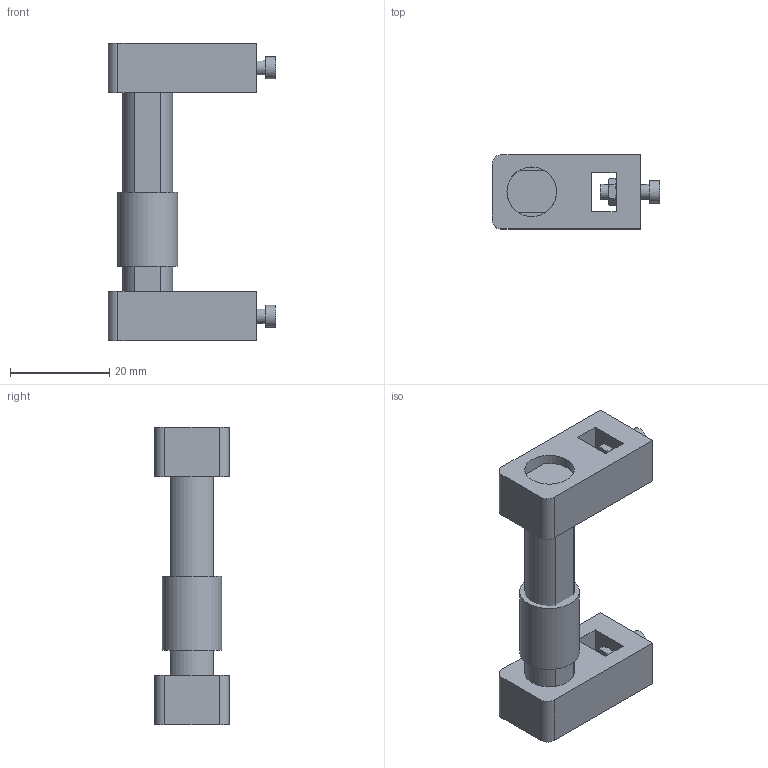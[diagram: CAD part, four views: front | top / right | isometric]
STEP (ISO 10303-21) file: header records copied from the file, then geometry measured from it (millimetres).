
FILE_DESCRIPTION(('STEP AP214'),'1');
FILE_NAME('FerriteAntenna.stp','2024-04-10T19:34:18',(' '),(' '),'Spatial InterOp 3D',' ',' ');
FILE_SCHEMA(('AUTOMOTIVE_DESIGN { 1 0 10303 214 1 1 1 1 }'));
Length unit declared in the file: millimetre
Products named in the file (7): Ant; Ferrite; Part6; Uchwyt; Part7; Nut : Standard - M3,0 x 39,243; Screw : Cheese - M3,0 x 10,0
Assembly tree (7 placements, depth 3):
  Ant
    Ferrite
    Part6
    Uchwyt  x2
      Part7
      Nut : Standard - M3,0 x 39,243
      Screw : Cheese - M3,0 x 10,0
Bounding box: 33.83 x 15 x 60 mm (x, y, z)
Volume: 12692.6 mm3; surface area: 7497.3 mm2
Topology: 8 solids, 8 shells, 155 faces, 365 edges, 230 vertices
Faces by surface type: plane 106, cone 26, cylinder 23
Full cylindrical faces by diameter (mm): 2.5 x2, 3.2 x2, 4.416 x2, 10 x2, 12 x1
Entity records: 3140 total; most frequent: CARTESIAN_POINT 483, DIRECTION 382, ORIENTED_EDGE 368, EDGE_CURVE 184, AXIS2_PLACEMENT_3D 131, VERTEX_POINT 120, LINE 120, VECTOR 120
